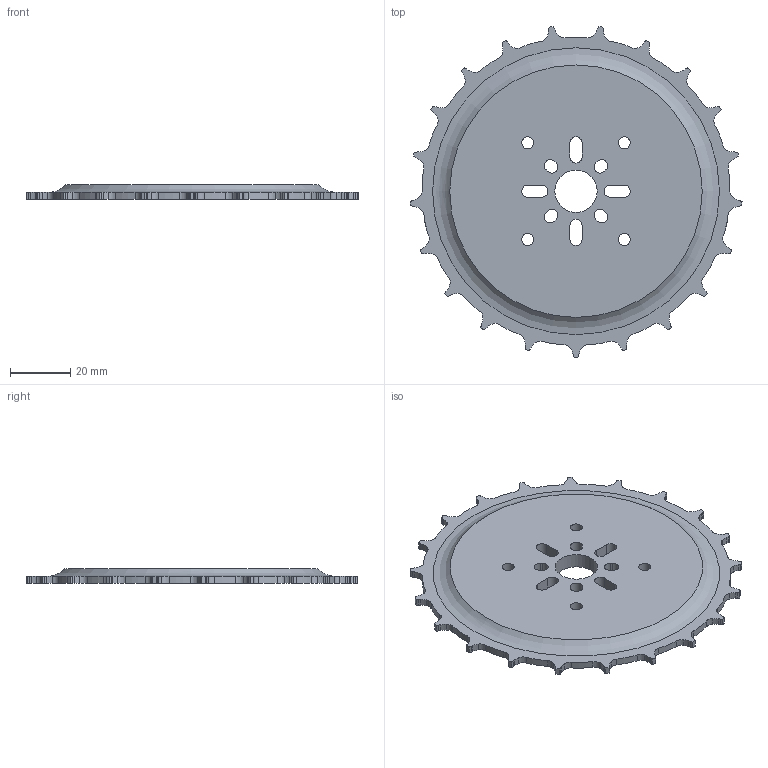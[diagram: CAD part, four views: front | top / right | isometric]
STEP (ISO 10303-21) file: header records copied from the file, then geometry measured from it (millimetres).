
FILE_DESCRIPTION(/* description */ ('STEP AP242','CAx-IF Rec.Pracs.---Representation and Presentation of Product Manufacturing Information (PMI)---4.0---2014-10-13','CAx-IF Rec.Pracs.---3D Tessellated Geometry---0.4---2014-09-14','2;1'),/* implementation_level */ '2;1');
FILE_NAME(/* name */ '631f2c868e2bb37ba7d53338',/* time_stamp */ '2022-09-12T12:56:38+00:00',/* author */ (''),/* organization */ (''),/* preprocessor_version */ 'ST-DEVELOPER v18.102',/* originating_system */ ' ',/* authorisation */ ' ');
FILE_SCHEMA (('AP242_MANAGED_MODEL_BASED_3D_ENGINEERING_MIM_LF { 1 0 10303 442 1 1 4 }'));
Length unit declared in the file: metre
Products named in the file (1): 3311-0014-0042
Bounding box: 109.98 x 109.68 x 4.96 mm (x, y, z)
Volume: 33497.3 mm3; surface area: 18481.1 mm2
Topology: 1 solids, 1 shells, 251 faces, 764 edges, 516 vertices
Faces by surface type: cylinder 189, plane 61, torus 1
Full cylindrical faces by diameter (mm): 4 x4, 14 x1
Entity records: 8802 total; most frequent: DIRECTION 1622, CARTESIAN_POINT 1566, ORIENTED_EDGE 1508, EDGE_CURVE 754, AXIS2_PLACEMENT_3D 632, VERTEX_POINT 512, CIRCLE 380, LINE 358
